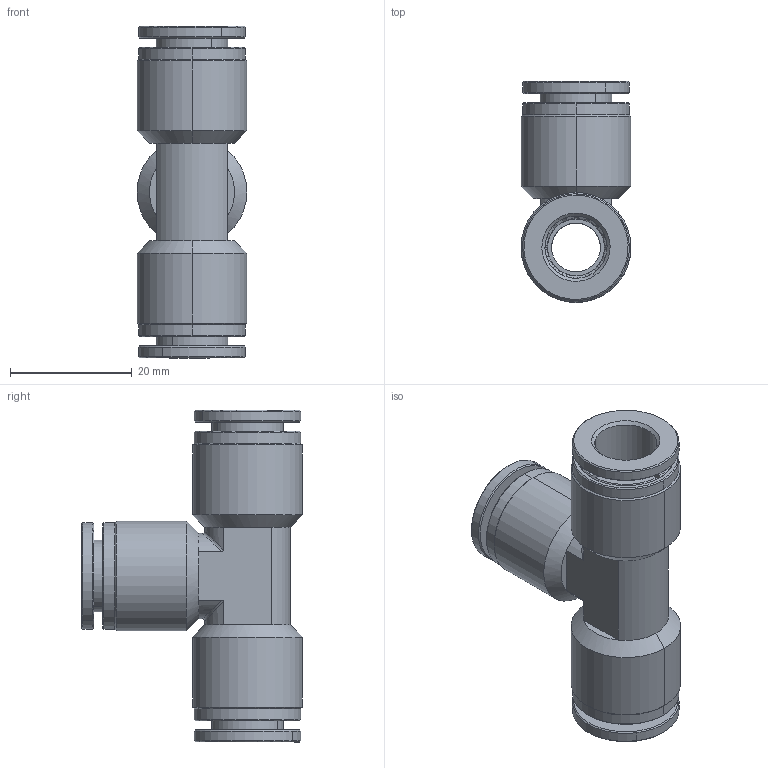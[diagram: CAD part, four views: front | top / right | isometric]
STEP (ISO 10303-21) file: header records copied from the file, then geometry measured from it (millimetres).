
FILE_DESCRIPTION (( 'STEP AP214' ), '1' );
FILE_NAME ('TUS10W.STEP', '2018-07-03T23:54:40', ( '' ), ( '' ), 'SwSTEP 2.0', 'SolidWorks 2016', '' );
FILE_SCHEMA (( 'AUTOMOTIVE_DESIGN' ));
Length unit declared in the file: millimetre
Products named in the file (1): TUS10W
Bounding box: 18 x 36.22 x 54.44 mm (x, y, z)
Volume: 9037.7 mm3; surface area: 16592.8 mm2
Topology: 16 solids, 16 shells, 1287 faces, 3593 edges, 2349 vertices
Faces by surface type: plane 461, cone 393, bspline 221, cylinder 206, torus 6
Entity records: 63959 total; most frequent: CARTESIAN_POINT 19658, ORIENTED_EDGE 7186, DIRECTION 5137, EDGE_CURVE 3593, VERTEX_POINT 2349, AXIS2_PLACEMENT_3D 2068, B_SPLINE_CURVE_WITH_KNOTS 1558, EDGE_LOOP 1332
